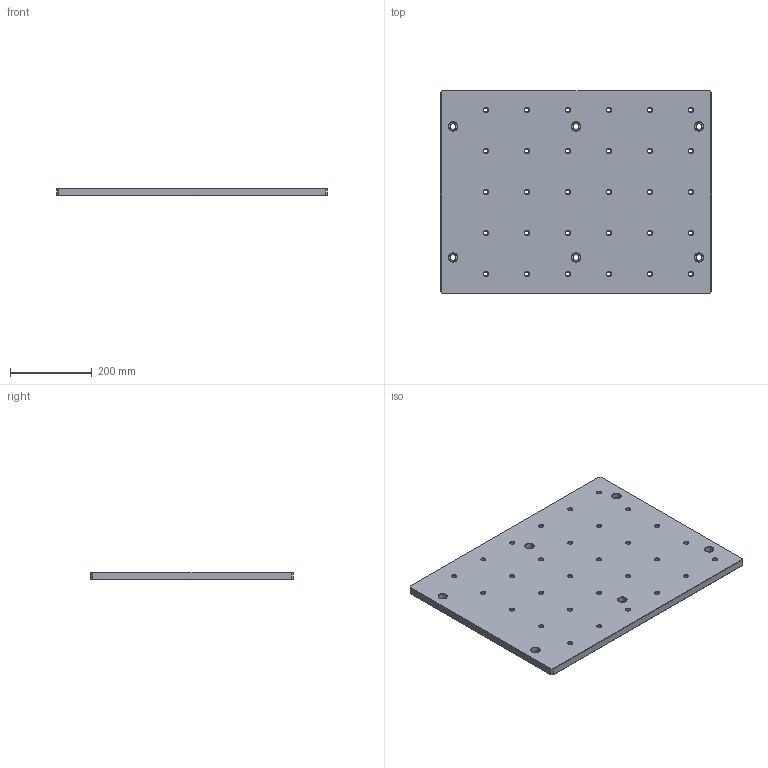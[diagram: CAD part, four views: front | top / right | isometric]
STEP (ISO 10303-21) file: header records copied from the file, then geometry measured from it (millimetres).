
FILE_DESCRIPTION (( 'STEP AP203' ), '1' );
FILE_NAME ('09-0595.STEP', '2025-01-15T23:22:01', ( '' ), ( '' ), 'SwSTEP 2.0', 'SolidWorks 2023', '' );
FILE_SCHEMA (( 'CONFIG_CONTROL_DESIGN' ));
Length unit declared in the file: millimetre
Products named in the file (1): 09-0595
Bounding box: 660.4 x 495.3 x 19 mm (x, y, z)
Volume: 6131336 mm3; surface area: 712657.4 mm2
Topology: 1 solids, 1 shells, 188 faces, 452 edges, 272 vertices
Faces by surface type: cylinder 84, cone 72, plane 32
Entity records: 5693 total; most frequent: DIRECTION 1070, CARTESIAN_POINT 913, ORIENTED_EDGE 904, EDGE_CURVE 452, AXIS2_PLACEMENT_3D 429, VERTEX_POINT 272, EDGE_LOOP 266, CIRCLE 240
